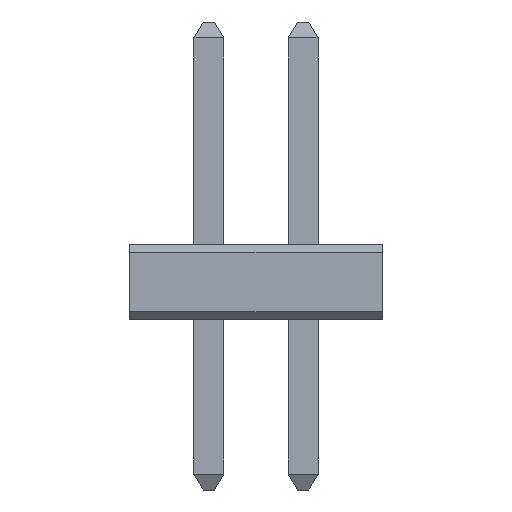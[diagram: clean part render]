
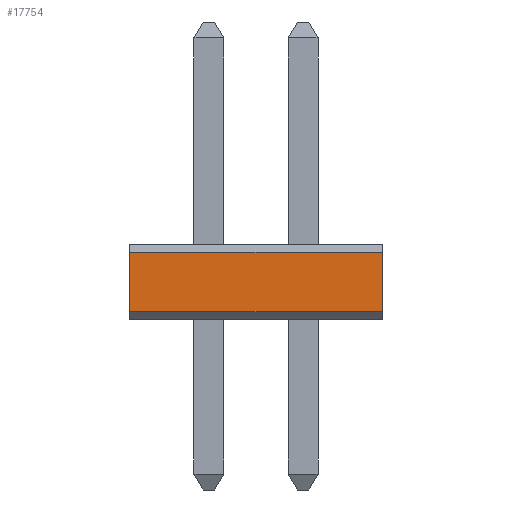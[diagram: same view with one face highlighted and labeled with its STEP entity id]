
A CAD part, left-side view. The second image highlights one B-rep face of the part: STEP entity #17754.
In plain terms, the highlighted planar face has unit normal (-1, 0, 0).
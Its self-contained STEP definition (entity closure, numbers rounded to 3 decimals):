
#10703=CARTESIAN_POINT('',(-6.35,-1.7,0.1));
#10704=VERTEX_POINT('',#10703);
#10711=CARTESIAN_POINT('',(-6.35,1.7,0.1));
#10712=VERTEX_POINT('',#10711);
#10713=CARTESIAN_POINT('',(-6.35,-1.7,0.1));
#10714=DIRECTION('',(0.0,1.0,0.0));
#10715=VECTOR('',#10714,3.4);
#10716=LINE('',#10713,#10715);
#10717=EDGE_CURVE('',#10704,#10712,#10716,.T.);
#10935=CARTESIAN_POINT('',(-6.35,1.7,0.9));
#10936=VERTEX_POINT('',#10935);
#10937=CARTESIAN_POINT('',(-6.35,1.7,0.9));
#10938=DIRECTION('',(0.0,0.0,-1.0));
#10939=VECTOR('',#10938,0.8);
#10940=LINE('',#10937,#10939);
#10941=EDGE_CURVE('',#10936,#10712,#10940,.T.);
#12187=CARTESIAN_POINT('',(-6.35,-1.7,0.9));
#12188=VERTEX_POINT('',#12187);
#12195=CARTESIAN_POINT('',(-6.35,-1.7,0.9));
#12196=DIRECTION('',(0.0,0.0,-1.0));
#12197=VECTOR('',#12196,0.8);
#12198=LINE('',#12195,#12197);
#12199=EDGE_CURVE('',#12188,#10704,#12198,.T.);
#17738=CARTESIAN_POINT('',(-6.35,-1.87,0.94));
#17739=DIRECTION('',(-1.0,0.0,0.0));
#17740=DIRECTION('',(0.0,0.0,-1.0));
#17741=AXIS2_PLACEMENT_3D('',#17738,#17739,#17740);
#17742=PLANE('',#17741);
#17743=ORIENTED_EDGE('',*,*,#12199,.F.);
#17744=CARTESIAN_POINT('',(-6.35,1.7,0.9));
#17745=DIRECTION('',(0.0,-1.0,0.0));
#17746=VECTOR('',#17745,3.4);
#17747=LINE('',#17744,#17746);
#17748=EDGE_CURVE('',#10936,#12188,#17747,.T.);
#17749=ORIENTED_EDGE('',*,*,#17748,.F.);
#17750=ORIENTED_EDGE('',*,*,#10941,.T.);
#17751=ORIENTED_EDGE('',*,*,#10717,.F.);
#17752=EDGE_LOOP('',(#17743,#17749,#17750,#17751));
#17753=FACE_OUTER_BOUND('',#17752,.T.);
#17754=ADVANCED_FACE('',(#17753),#17742,.T.);
